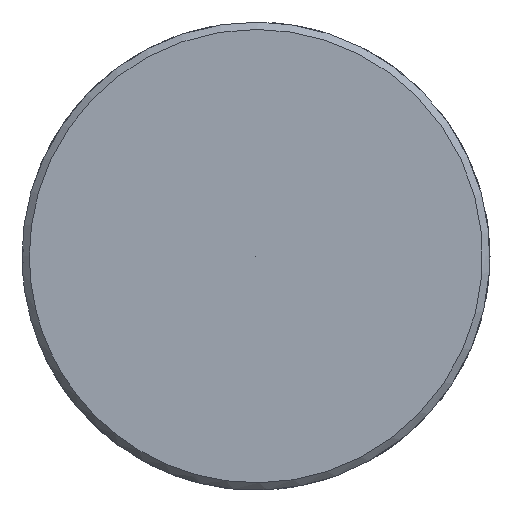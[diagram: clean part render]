
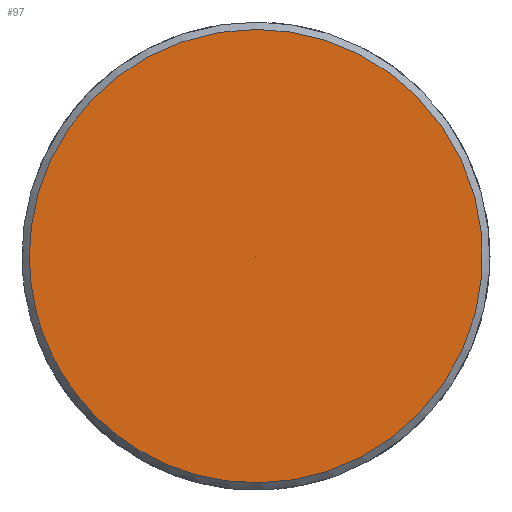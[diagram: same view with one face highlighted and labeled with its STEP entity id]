
A CAD part, left-side view. The second image highlights one B-rep face of the part: STEP entity #97.
In plain terms, the highlighted free-form (B-spline) face has degree [5, 3] with [6, 4] control points.
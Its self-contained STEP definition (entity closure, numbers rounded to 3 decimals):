
#3 = CARTESIAN_POINT ('', (-115., 7.75, 0.));
#4 = VERTEX_POINT ('', #3);
#22 = CARTESIAN_POINT ('', (-115., 7.75, 0.));
#23 = CARTESIAN_POINT ('', (-115., 7.75, 31.));
#24 = CARTESIAN_POINT ('', (-115., -23.25, 15.5));
#25 = CARTESIAN_POINT ('', (-115., -23.25, -15.5));
#26 = CARTESIAN_POINT ('', (-115., 7.75, -31.));
#27 = CARTESIAN_POINT ('', (-115., 7.75, 0.));
#28 = (
   BOUNDED_CURVE ()
   B_SPLINE_CURVE (5, (#22, #23, #24, #25, #26, #27), .UNSPECIFIED., .T., .U.)
   B_SPLINE_CURVE_WITH_KNOTS ((6, 6), (0., 1.), .UNSPECIFIED.)
   CURVE ()
   GEOMETRIC_REPRESENTATION_ITEM ()
   RATIONAL_B_SPLINE_CURVE ((5., 1., 1., 1., 1., 5.))
   REPRESENTATION_ITEM ('')
);
#29 = EDGE_CURVE ('', #4, #4, #28, .T.);
#59 = CARTESIAN_POINT ('', (-115., 0., 0.));
#60 = VERTEX_POINT ('', #59);
#61 = CARTESIAN_POINT ('', (-115., 7.75, 0.));
#62 = CARTESIAN_POINT ('', (-115., 5.167, 0.));
#63 = CARTESIAN_POINT ('', (-115., 2.583, 0.));
#64 = CARTESIAN_POINT ('', (-115., 0., 0.));
#65 = B_SPLINE_CURVE_WITH_KNOTS ('', 3, (#61, #62, #63, #64), .UNSPECIFIED., .F., .U., (4, 4), (0., 1.), .UNSPECIFIED.);
#66 = EDGE_CURVE ('', #4, #60, #65, .T.);
#67 = ORIENTED_EDGE ('', *, *, #66, .F.);
#68 = ORIENTED_EDGE ('', *, *, #29, .T.);
#69 = ORIENTED_EDGE ('', *, *, #66, .T.);
#70 = EDGE_LOOP ('', (#67, #68, #69));
#71 = FACE_OUTER_BOUND ('', #70, .F.);
#72 = CARTESIAN_POINT ('', (-115., 7.75, 0.));
#73 = CARTESIAN_POINT ('', (-115., 5.167, 0.));
#74 = CARTESIAN_POINT ('', (-115., 2.583, 0.));
#75 = CARTESIAN_POINT ('', (-115., 0., 0.));
#76 = CARTESIAN_POINT ('', (-115., 7.75, 31.));
#77 = CARTESIAN_POINT ('', (-115., 5.167, 20.667));
#78 = CARTESIAN_POINT ('', (-115., 2.583, 10.333));
#79 = CARTESIAN_POINT ('', (-115., 0., 0.));
#80 = CARTESIAN_POINT ('', (-115., -23.25, 15.5));
#81 = CARTESIAN_POINT ('', (-115., -15.5, 10.333));
#82 = CARTESIAN_POINT ('', (-115., -7.75, 5.167));
#83 = CARTESIAN_POINT ('', (-115., 0., 0.));
#84 = CARTESIAN_POINT ('', (-115., -23.25, -15.5));
#85 = CARTESIAN_POINT ('', (-115., -15.5, -10.333));
#86 = CARTESIAN_POINT ('', (-115., -7.75, -5.167));
#87 = CARTESIAN_POINT ('', (-115., 0., 0.));
#88 = CARTESIAN_POINT ('', (-115., 7.75, -31.));
#89 = CARTESIAN_POINT ('', (-115., 5.167, -20.667));
#90 = CARTESIAN_POINT ('', (-115., 2.583, -10.333));
#91 = CARTESIAN_POINT ('', (-115., 0., 0.));
#92 = CARTESIAN_POINT ('', (-115., 7.75, 0.));
#93 = CARTESIAN_POINT ('', (-115., 5.167, 0.));
#94 = CARTESIAN_POINT ('', (-115., 2.583, 0.));
#95 = CARTESIAN_POINT ('', (-115., 0., 0.));
#96 = (
   BOUNDED_SURFACE ()
   B_SPLINE_SURFACE (5, 3, ((#72, #73, #74, #75), (#76, #77, #78, #79), (#80, #81, #82, #83), (#84, #85, #86, #87), (#88, #89, #90, #91), (#92, #93, #94, #95)), .UNSPECIFIED., .T., .F., .U.)
   B_SPLINE_SURFACE_WITH_KNOTS ((6, 6), (4, 4), (0., 1.), (0., 1.), .UNSPECIFIED.)
   SURFACE ()
   GEOMETRIC_REPRESENTATION_ITEM ()
   RATIONAL_B_SPLINE_SURFACE (((5., 5., 5., 5.), (1., 1., 1., 1.), (1., 1., 1., 1.), (1., 1., 1., 1.), (1., 1., 1., 1.), (5., 5., 5., 5.)))
   REPRESENTATION_ITEM ('')
);
#97 = ADVANCED_FACE ('', (#71), #96, .F.);
